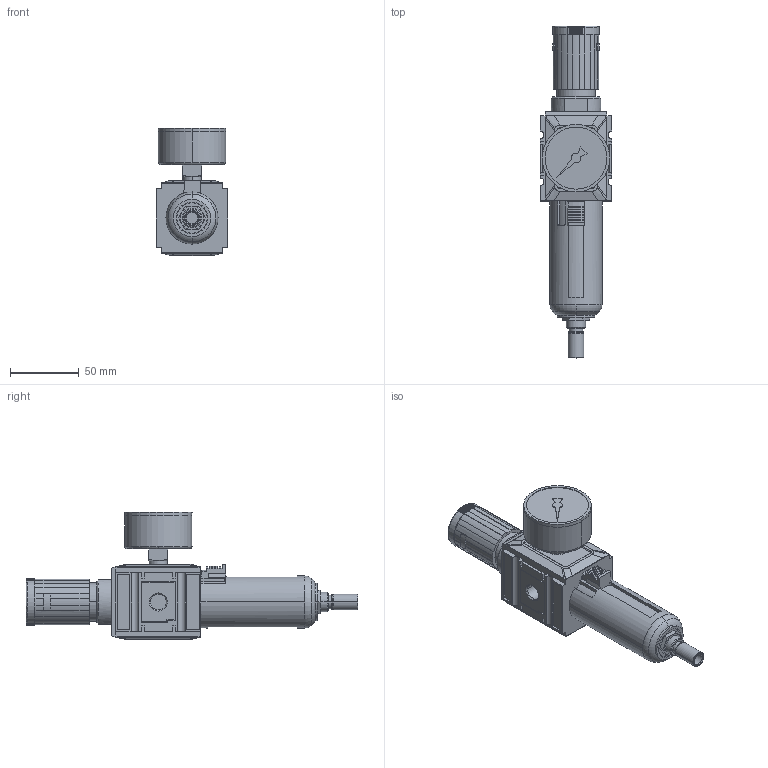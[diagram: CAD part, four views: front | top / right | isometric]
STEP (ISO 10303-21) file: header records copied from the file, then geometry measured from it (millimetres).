
FILE_DESCRIPTION((''),'2;1');
FILE_NAME('4221000155','2019-03-25T10:34:58',('INEextrab'),(''),'CREO PARAMETRIC BY PTC INC, 2018100','CREO PARAMETRIC BY PTC INC, 2018100','');
FILE_SCHEMA(('CONFIG_CONTROL_DESIGN'));
Length unit declared in the file: millimetre
Products named in the file (1): 4221000155
Bounding box: 52 x 241 x 92.27 mm (x, y, z)
Volume: 360435.7 mm3; surface area: 58976.5 mm2
Topology: 1 solids, 1 shells, 717 faces, 1895 edges, 1212 vertices
Faces by surface type: plane 385, cylinder 194, bspline 44, torus 44, cone 34, sphere 16
Entity records: 26386 total; most frequent: CARTESIAN_POINT 8531, ORIENTED_EDGE 3770, DIRECTION 3723, EDGE_CURVE 1885, AXIS2_PLACEMENT_3D 1341, VERTEX_POINT 1212, VECTOR 1041, LINE 1041
